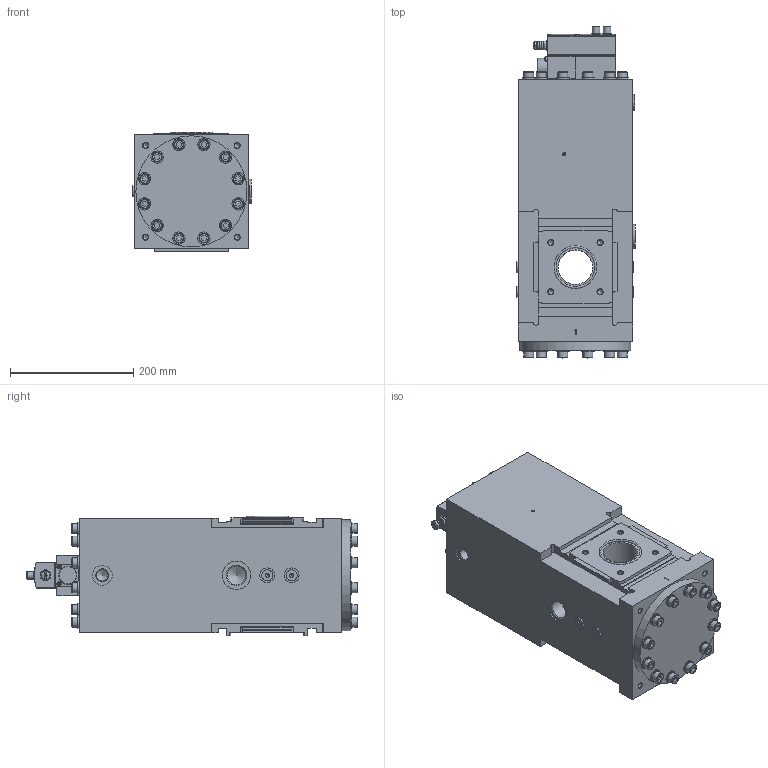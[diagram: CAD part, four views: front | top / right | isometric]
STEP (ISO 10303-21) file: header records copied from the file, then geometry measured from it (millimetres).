
FILE_DESCRIPTION(/* description */ ('STEP AP214'),/* implementation_level */ '2;1');
FILE_NAME(/* name */ '1709211_PREL-186-HP3-V1-A-40CFX-1',/* time_stamp */ '2024-09-13T19:22:57+02:00',/* author */ ('License CC BY-ND 4.0'),/* organization */ ('CADENAS'),/* preprocessor_version */ 'ST-DEVELOPER v19.3',/* originating_system */ 'PARTsolutions',/* authorisation */ ' ');
FILE_SCHEMA (('AUTOMOTIVE_DESIGN {1 0 10303 214 3 1 1}'));
Length unit declared in the file: millimetre
Products named in the file (10): 1709211 PREL-186-HP3-V1-A-40CFX-1; 1212820 PREL-186-HP3-1---(p1); 116516 G1/4; DIN-908 G1/2A; DIN-908 G1A; DIN-908 G1/4A; 1635973 VPPL-3Q-3-0L40H-V1-A-S1-1---(V); ISO-4762 M4x50; 165592 ISK-M12; DIN-912 - M5x35(F)
Assembly tree (18 placements, depth 2):
  1709211 PREL-186-HP3-V1-A-40CFX-1
    1212820 PREL-186-HP3-1---(p1)
    116516 G1/4
    DIN-908 G1/2A
    DIN-908 G1A
    DIN-908 G1/4A  x4
    1635973 VPPL-3Q-3-0L40H-V1-A-S1-1---(V)
    ISO-4762 M4x50  x4
    165592 ISK-M12
    DIN-912 - M5x35(F)  x4
Bounding box: 192 x 538.1 x 193.8 mm (x, y, z)
Volume: 14566385.9 mm3; surface area: 555223.7 mm2
Topology: 18 solids, 19 shells, 1219 faces, 2782 edges, 1768 vertices
Faces by surface type: plane 692, cylinder 260, cone 229, torus 37, sphere 1
Full cylindrical faces by diameter (mm): 1 x10, 1.1 x5, 3 x2, 3.242 x4, 4 x7, 4.134 x7, 4.4 x4, 5 x4, 5.5 x4, 7 x4, 7.8 x4, 7.9 x4, 8.376 x14, 8.5 x4, 8.6 x1, 10 x4, 10.106 x1, 10.3 x1, 10.773 x3, 11 x4, 11.445 x5, 12 x3, 12.4 x1, 13.157 x7, 13.2 x1, 16 x26, 18 x4, 18.631 x2, 20 x24, 20.4 x1
Entity records: 31676 total; most frequent: CARTESIAN_POINT 4609, DIRECTION 4437, ORIENTED_EDGE 3764, EDGE_CURVE 1882, AXIS2_PLACEMENT_3D 1617, FACE_BOUND 1489, EDGE_LOOP 1447, VERTEX_POINT 1419
